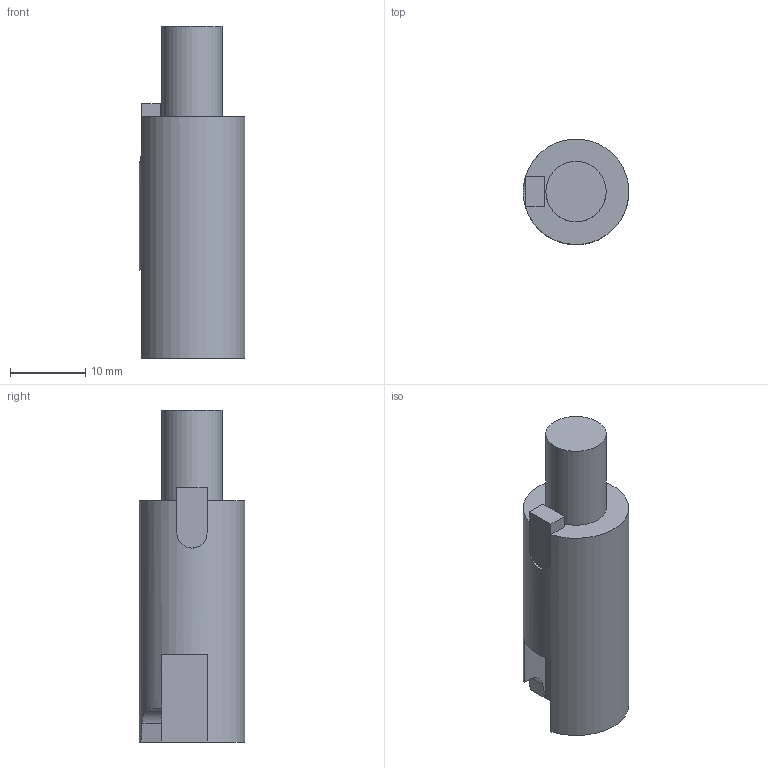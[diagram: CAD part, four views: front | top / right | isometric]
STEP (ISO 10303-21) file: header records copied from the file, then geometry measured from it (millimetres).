
FILE_DESCRIPTION(/* description */ (''),/* implementation_level */ '2;1');
FILE_NAME(/* name */ 'A78008.stp',/* time_stamp */ '2017-10-27T11:34:29+05:00',/* author */ (''),/* organization */ (''),/* preprocessor_version */ 'ST-DEVELOPER v16',/* originating_system */ 'SIEMENS PLM Software NX 11.0',/* authorisation */ '');
FILE_SCHEMA (('AUTOMOTIVE_DESIGN { 1 0 10303 214 3 1 1 1 }'));
Length unit declared in the file: millimetre
Products named in the file (1): A78008
Bounding box: 13.98 x 13.96 x 44 mm (x, y, z)
Volume: 5174.7 mm3; surface area: 2334.3 mm2
Topology: 3 solids, 3 shells, 23 faces, 50 edges, 33 vertices
Faces by surface type: plane 18, cylinder 5
Full cylindrical faces by diameter (mm): 8 x1, 14 x1
Entity records: 712 total; most frequent: CARTESIAN_POINT 149, DIRECTION 109, ORIENTED_EDGE 92, EDGE_CURVE 46, AXIS2_PLACEMENT_3D 38, LINE 33, VECTOR 33, VERTEX_POINT 31
